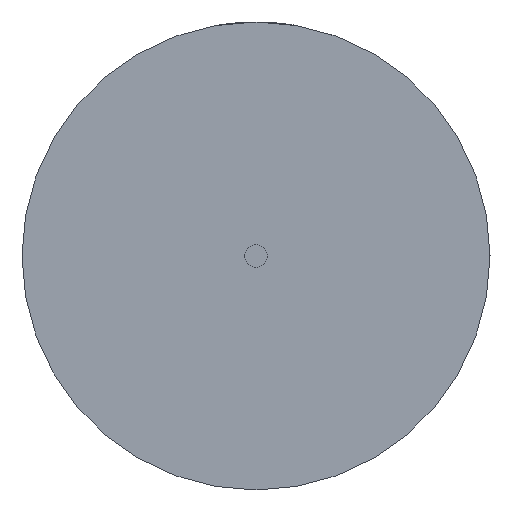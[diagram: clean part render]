
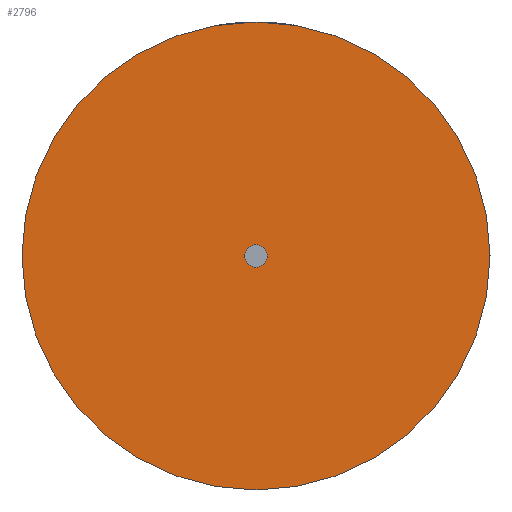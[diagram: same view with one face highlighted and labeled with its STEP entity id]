
A CAD part, left-side view. The second image highlights one B-rep face of the part: STEP entity #2796.
In plain terms, the highlighted planar face has unit normal (-1, 0, 0).
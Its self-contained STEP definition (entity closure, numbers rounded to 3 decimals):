
#249 = VERTEX_POINT ( 'NONE', #3099 ) ;
#277 = CIRCLE ( 'NONE', #1273, 10.25 ) ;
#367 = AXIS2_PLACEMENT_3D ( 'NONE', #1783, #2050, #531 ) ;
#421 = FACE_OUTER_BOUND ( 'NONE', #1827, .T. ) ;
#531 = DIRECTION ( 'NONE',  ( 0., 0., 1. ) ) ;
#613 = PLANE ( 'NONE',  #2053 ) ;
#804 = EDGE_LOOP ( 'NONE', ( #1274, #1520 ) ) ;
#809 = CARTESIAN_POINT ( 'NONE',  ( -0.005, 0., -10.25 ) ) ;
#812 = AXIS2_PLACEMENT_3D ( 'NONE', #2130, #2359, #1622 ) ;
#868 = DIRECTION ( 'NONE',  ( -1., 0., 0. ) ) ;
#976 = DIRECTION ( 'NONE',  ( 0., 0., 1. ) ) ;
#1012 = CIRCLE ( 'NONE', #2820, 0.5 ) ;
#1255 = VERTEX_POINT ( 'NONE', #2890 ) ;
#1273 = AXIS2_PLACEMENT_3D ( 'NONE', #2152, #868, #2636 ) ;
#1274 = ORIENTED_EDGE ( 'NONE', *, *, #2326, .F. ) ;
#1281 = CIRCLE ( 'NONE', #367, 0.5 ) ;
#1371 = EDGE_CURVE ( 'NONE', #1255, #249, #1012, .T. ) ;
#1386 = CARTESIAN_POINT ( 'NONE',  ( -0.005, 0., 0. ) ) ;
#1465 = DIRECTION ( 'NONE',  ( -1., 0., 0. ) ) ;
#1520 = ORIENTED_EDGE ( 'NONE', *, *, #1371, .F. ) ;
#1530 = EDGE_CURVE ( 'NONE', #2638, #2761, #277, .T. ) ;
#1622 = DIRECTION ( 'NONE',  ( 0., 0., 1. ) ) ;
#1779 = CIRCLE ( 'NONE', #812, 10.25 ) ;
#1783 = CARTESIAN_POINT ( 'NONE',  ( -0.005, 0., 0. ) ) ;
#1827 = EDGE_LOOP ( 'NONE', ( #2174, #2657 ) ) ;
#2050 = DIRECTION ( 'NONE',  ( -1., 0., 0. ) ) ;
#2053 = AXIS2_PLACEMENT_3D ( 'NONE', #1386, #3125, #2143 ) ;
#2130 = CARTESIAN_POINT ( 'NONE',  ( -0.005, 0., 0. ) ) ;
#2143 = DIRECTION ( 'NONE',  ( 0., 0., 1. ) ) ;
#2152 = CARTESIAN_POINT ( 'NONE',  ( -0.005, 0., 0. ) ) ;
#2174 = ORIENTED_EDGE ( 'NONE', *, *, #2774, .T. ) ;
#2196 = CARTESIAN_POINT ( 'NONE',  ( -0.005, 0., 10.25 ) ) ;
#2326 = EDGE_CURVE ( 'NONE', #249, #1255, #1281, .T. ) ;
#2359 = DIRECTION ( 'NONE',  ( -1., 0., 0. ) ) ;
#2436 = FACE_BOUND ( 'NONE', #804, .T. ) ;
#2636 = DIRECTION ( 'NONE',  ( 0., 0., 1. ) ) ;
#2638 = VERTEX_POINT ( 'NONE', #2196 ) ;
#2657 = ORIENTED_EDGE ( 'NONE', *, *, #1530, .T. ) ;
#2761 = VERTEX_POINT ( 'NONE', #809 ) ;
#2774 = EDGE_CURVE ( 'NONE', #2761, #2638, #1779, .T. ) ;
#2796 = ADVANCED_FACE ( 'NONE', ( #421, #2436 ), #613, .T. ) ;
#2820 = AXIS2_PLACEMENT_3D ( 'NONE', #2970, #1465, #976 ) ;
#2890 = CARTESIAN_POINT ( 'NONE',  ( -0.005, 0., 0.5 ) ) ;
#2970 = CARTESIAN_POINT ( 'NONE',  ( -0.005, 0., 0. ) ) ;
#3099 = CARTESIAN_POINT ( 'NONE',  ( -0.005, 0., -0.5 ) ) ;
#3125 = DIRECTION ( 'NONE',  ( -1., 0., 0. ) ) ;
